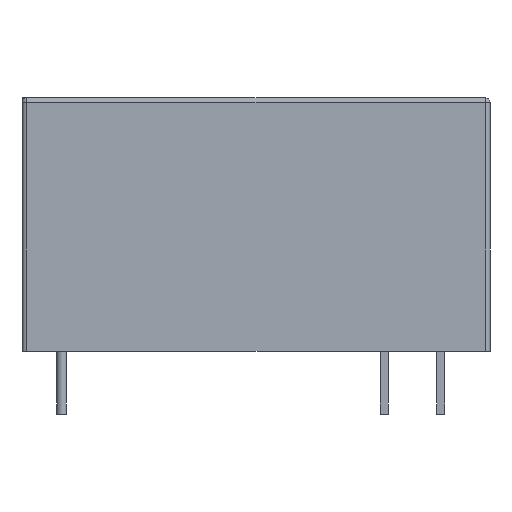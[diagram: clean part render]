
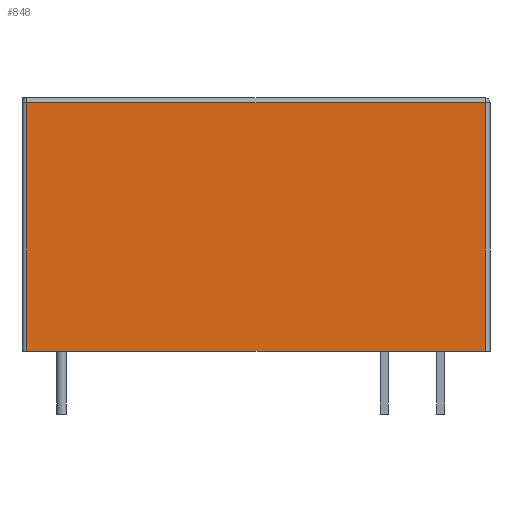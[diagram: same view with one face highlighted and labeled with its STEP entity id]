
A CAD part, front view. The second image highlights one B-rep face of the part: STEP entity #848.
In plain terms, the highlighted planar face has unit normal (0, -1, 0).
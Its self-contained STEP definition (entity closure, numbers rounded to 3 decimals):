
#23 = VECTOR ( 'NONE', #789, 1000. ) ;
#24 = LINE ( 'NONE', #730, #23 ) ;
#27 = LINE ( 'NONE', #671, #529 ) ;
#36 = PLANE ( 'NONE',  #970 ) ;
#39 = CARTESIAN_POINT ( 'NONE',  ( -14.5, -6.35, 15.7 ) ) ;
#41 = DIRECTION ( 'NONE',  ( 0., 1., 0. ) ) ;
#42 = DIRECTION ( 'NONE',  ( 0., 0., 1. ) ) ;
#201 = CARTESIAN_POINT ( 'NONE',  ( 14.2, -6.35, 0. ) ) ;
#213 = CARTESIAN_POINT ( 'NONE',  ( -14.2, -6.35, 15.4 ) ) ;
#216 = CARTESIAN_POINT ( 'NONE',  ( 14.2, -6.35, 15.4 ) ) ;
#225 = CARTESIAN_POINT ( 'NONE',  ( -14.2, -6.35, 0. ) ) ;
#237 = LINE ( 'NONE', #760, #526 ) ;
#285 = ORIENTED_EDGE ( 'NONE', *, *, #927, .T. ) ;
#286 = ORIENTED_EDGE ( 'NONE', *, *, #1022, .T. ) ;
#287 = ORIENTED_EDGE ( 'NONE', *, *, #1036, .T. ) ;
#288 = ORIENTED_EDGE ( 'NONE', *, *, #1044, .T. ) ;
#415 = VERTEX_POINT ( 'NONE', #201 ) ;
#422 = VERTEX_POINT ( 'NONE', #216 ) ;
#425 = VERTEX_POINT ( 'NONE', #213 ) ;
#426 = VERTEX_POINT ( 'NONE', #225 ) ;
#440 = EDGE_LOOP ( 'NONE', ( #285, #286, #287, #288 ) ) ;
#512 = VECTOR ( 'NONE', #697, 1000. ) ;
#516 = LINE ( 'NONE', #702, #512 ) ;
#526 = VECTOR ( 'NONE', #759, 1000. ) ;
#529 = VECTOR ( 'NONE', #655, 1000. ) ;
#655 = DIRECTION ( 'NONE',  ( -1., 0., 0. ) ) ;
#671 = CARTESIAN_POINT ( 'NONE',  ( -14.5, -6.35, 15.4 ) ) ;
#697 = DIRECTION ( 'NONE',  ( 1., 0., 0. ) ) ;
#702 = CARTESIAN_POINT ( 'NONE',  ( -14.5, -6.35, 0. ) ) ;
#730 = CARTESIAN_POINT ( 'NONE',  ( -14.2, -6.35, 15.7 ) ) ;
#759 = DIRECTION ( 'NONE',  ( 0., 0., 1. ) ) ;
#760 = CARTESIAN_POINT ( 'NONE',  ( 14.2, -6.35, 15.7 ) ) ;
#789 = DIRECTION ( 'NONE',  ( 0., 0., -1. ) ) ;
#848 = ADVANCED_FACE ( 'NONE', ( #1109 ), #36, .F. ) ;
#927 = EDGE_CURVE ( 'NONE', #426, #415, #516, .T. ) ;
#970 = AXIS2_PLACEMENT_3D ( 'NONE', #39, #41, #42 ) ;
#1022 = EDGE_CURVE ( 'NONE', #415, #422, #237, .T. ) ;
#1036 = EDGE_CURVE ( 'NONE', #422, #425, #27, .T. ) ;
#1044 = EDGE_CURVE ( 'NONE', #425, #426, #24, .T. ) ;
#1109 = FACE_OUTER_BOUND ( 'NONE', #440, .T. ) ;
